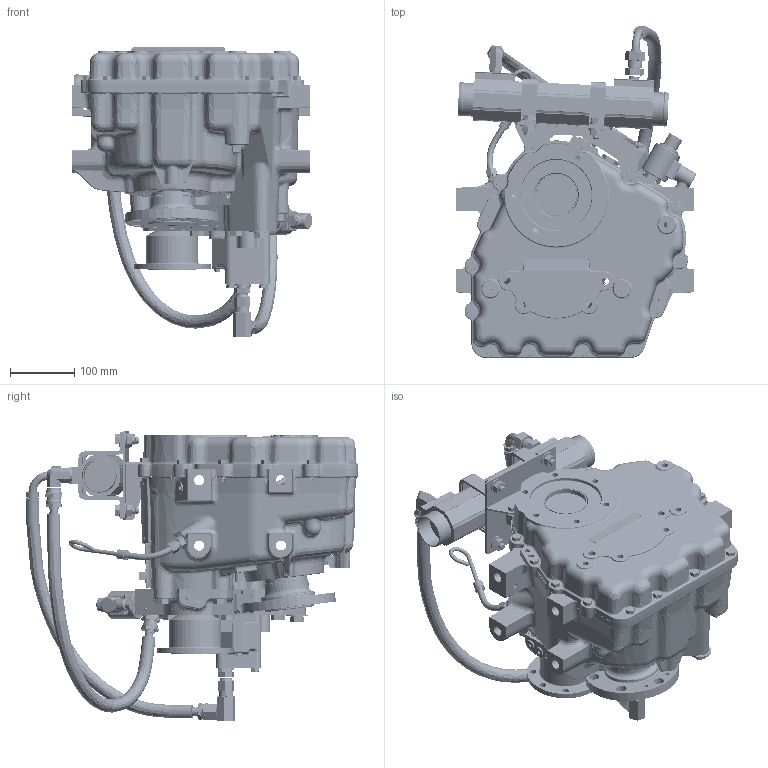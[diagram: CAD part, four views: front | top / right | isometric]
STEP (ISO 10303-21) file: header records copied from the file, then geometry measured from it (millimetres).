
FILE_DESCRIPTION (( 'STEP AP214' ), '1' );
FILE_NAME ('PX1033731.STEP', '2017-09-26T11:42:18', ( '' ), ( '' ), 'SwSTEP 2.0', 'SolidWorks 2015', '' );
FILE_SCHEMA (( 'AUTOMOTIVE_DESIGN' ));
Length unit declared in the file: millimetre
Products named in the file (1): PX1033731
Bounding box: 373.49 x 515.81 x 450.22 mm (x, y, z)
Surface area: 1185407.2 mm2 (no closed solid volume)
Topology: 0 solids, 184 shells, 3155 faces, 10337 edges, 7073 vertices
Faces by surface type: plane 1030, bspline 774, cylinder 706, cone 414, torus 193, sphere 38
Full cylindrical faces by diameter (mm): 3.797 x3, 5.131 x1, 5.334 x5, 6.35 x2, 7.144 x4, 7.937 x22, 9.128 x1, 9.525 x13, 9.538 x4, 9.54 x2, 10 x4, 10.2 x8, 10.319 x2, 10.395 x1, 10.716 x1, 10.986 x1, 11.112 x2, 12 x2, 12.56 x4, 12.7 x1, 12.954 x1, 13 x2, 13.228 x1, 13.524 x1, 14.287 x4, 14.288 x1, 14.732 x1, 15.048 x1, 15.496 x1, 15.875 x12
Entity records: 188396 total; most frequent: CARTESIAN_POINT 74293, ORIENTED_EDGE 16065, DIRECTION 14468, EDGE_CURVE 9879, VERTEX_POINT 6987, AXIS2_PLACEMENT_3D 5655, EDGE_LOOP 3965, FACE_OUTER_BOUND 3362
